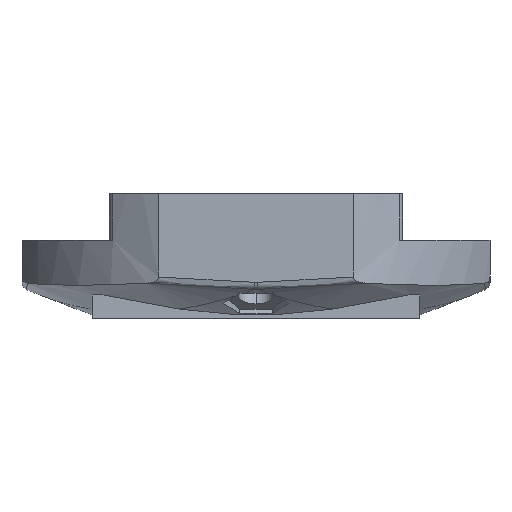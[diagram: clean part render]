
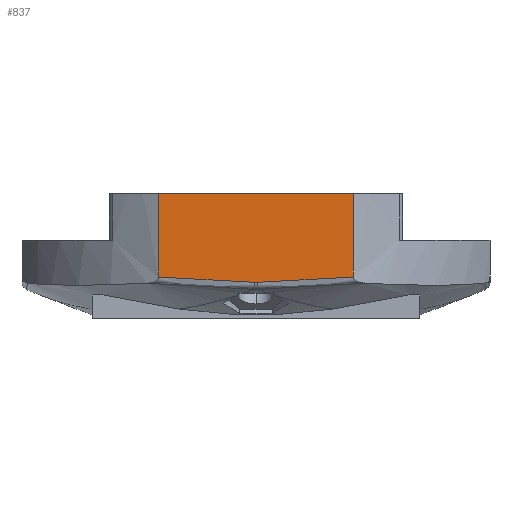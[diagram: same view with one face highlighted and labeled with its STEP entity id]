
A CAD part, front view. The second image highlights one B-rep face of the part: STEP entity #837.
In plain terms, the highlighted planar face has unit normal (0, -1, 0).
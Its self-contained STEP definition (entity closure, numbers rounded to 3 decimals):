
#55 = CARTESIAN_POINT ( 'NONE',  ( 12.5, -30., -9. ) ) ;
#170 =( BOUNDED_CURVE ( )  B_SPLINE_CURVE ( 3, ( #2285, #2765, #5934, #5468 ),
 .UNSPECIFIED., .F., .T. ) 
 B_SPLINE_CURVE_WITH_KNOTS ( ( 4, 4 ),
 ( 2.044, 2.174 ),
 .UNSPECIFIED. ) 
 CURVE ( )  GEOMETRIC_REPRESENTATION_ITEM ( )  RATIONAL_B_SPLINE_CURVE ( ( 1., 0.999, 0.999, 1. ) ) 
 REPRESENTATION_ITEM ( '' )  );
#213 = CARTESIAN_POINT ( 'NONE',  ( 12.5, -30., 0.304 ) ) ;
#276 = ORIENTED_EDGE ( 'NONE', *, *, #4484, .T. ) ;
#435 = CARTESIAN_POINT ( 'NONE',  ( 0., -30., 62.236 ) ) ;
#445 = CARTESIAN_POINT ( 'NONE',  ( 12.5, -30., 0.304 ) ) ;
#446 = CARTESIAN_POINT ( 'NONE',  ( -0.195, -30., -0.373 ) ) ;
#587 = ORIENTED_EDGE ( 'NONE', *, *, #1680, .F. ) ;
#640 = FACE_OUTER_BOUND ( 'NONE', #1178, .T. ) ;
#836 = ORIENTED_EDGE ( 'NONE', *, *, #4271, .T. ) ;
#837 = ADVANCED_FACE ( 'NONE', ( #640 ), #4080, .F. ) ;
#967 = AXIS2_PLACEMENT_3D ( 'NONE', #1462, #4267, #3141 ) ;
#1004 = CARTESIAN_POINT ( 'NONE',  ( -12.5, -30., 11. ) ) ;
#1027 = VERTEX_POINT ( 'NONE', #3981 ) ;
#1045 = CARTESIAN_POINT ( 'NONE',  ( -12.5, -30., 0.304 ) ) ;
#1144 = CARTESIAN_POINT ( 'NONE',  ( -12.5, -30., -9. ) ) ;
#1178 = EDGE_LOOP ( 'NONE', ( #6104, #836, #276, #6134, #587, #1488 ) ) ;
#1315 = VECTOR ( 'NONE', #3729, 1000. ) ;
#1403 = CARTESIAN_POINT ( 'NONE',  ( 8.338, -30., -0.134 ) ) ;
#1462 = CARTESIAN_POINT ( 'NONE',  ( -30., -30., 15. ) ) ;
#1488 = ORIENTED_EDGE ( 'NONE', *, *, #4635, .F. ) ;
#1574 = LINE ( 'NONE', #1144, #1315 ) ;
#1615 = DIRECTION ( 'NONE',  ( 1., 0., 0. ) ) ;
#1665 = VERTEX_POINT ( 'NONE', #6309 ) ;
#1680 = EDGE_CURVE ( 'NONE', #1027, #4121, #6402, .T. ) ;
#1920 = CARTESIAN_POINT ( 'NONE',  ( 4.23, -30., -0.361 ) ) ;
#1950 = CIRCLE ( 'NONE', #5961, 62.61 ) ;
#2285 = CARTESIAN_POINT ( 'NONE',  ( -12.5, -30., 0.304 ) ) ;
#2460 = VECTOR ( 'NONE', #1615, 1000. ) ;
#2765 = CARTESIAN_POINT ( 'NONE',  ( -8.338, -30., -0.134 ) ) ;
#3141 = DIRECTION ( 'NONE',  ( 0., 0., 1. ) ) ;
#3199 = VERTEX_POINT ( 'NONE', #446 ) ;
#3302 = VERTEX_POINT ( 'NONE', #3645 ) ;
#3486 = CARTESIAN_POINT ( 'NONE',  ( 0.195, -30., -0.373 ) ) ;
#3645 = CARTESIAN_POINT ( 'NONE',  ( -12.5, -30., 11. ) ) ;
#3708 = DIRECTION ( 'NONE',  ( 0., 0., -1. ) ) ;
#3729 = DIRECTION ( 'NONE',  ( 0., 0., 1. ) ) ;
#3879 = VERTEX_POINT ( 'NONE', #1045 ) ;
#3981 = CARTESIAN_POINT ( 'NONE',  ( 12.5, -30., 11. ) ) ;
#4078 = DIRECTION ( 'NONE',  ( 0., -1., 0. ) ) ;
#4080 = PLANE ( 'NONE',  #967 ) ;
#4102 = DIRECTION ( 'NONE',  ( 0., 0., 1. ) ) ;
#4121 = VERTEX_POINT ( 'NONE', #213 ) ;
#4267 = DIRECTION ( 'NONE',  ( 0., 1., 0. ) ) ;
#4271 = EDGE_CURVE ( 'NONE', #3879, #3199, #170, .T. ) ;
#4484 = EDGE_CURVE ( 'NONE', #3199, #1665, #1950, .T. ) ;
#4635 = EDGE_CURVE ( 'NONE', #3302, #1027, #5188, .T. ) ;
#5082 = EDGE_CURVE ( 'NONE', #1665, #4121, #5740, .T. ) ;
#5188 = LINE ( 'NONE', #1004, #2460 ) ;
#5468 = CARTESIAN_POINT ( 'NONE',  ( -0.195, -30., -0.373 ) ) ;
#5658 = VECTOR ( 'NONE', #3708, 1000. ) ;
#5683 = EDGE_CURVE ( 'NONE', #3879, #3302, #1574, .T. ) ;
#5740 =( BOUNDED_CURVE ( )  B_SPLINE_CURVE ( 3, ( #3486, #1920, #1403, #445 ),
 .UNSPECIFIED., .F., .T. ) 
 B_SPLINE_CURVE_WITH_KNOTS ( ( 4, 4 ),
 ( 0.968, 1.097 ),
 .UNSPECIFIED. ) 
 CURVE ( )  GEOMETRIC_REPRESENTATION_ITEM ( )  RATIONAL_B_SPLINE_CURVE ( ( 1., 0.999, 0.999, 1. ) ) 
 REPRESENTATION_ITEM ( '' )  );
#5934 = CARTESIAN_POINT ( 'NONE',  ( -4.23, -30., -0.361 ) ) ;
#5961 = AXIS2_PLACEMENT_3D ( 'NONE', #435, #4078, #4102 ) ;
#6104 = ORIENTED_EDGE ( 'NONE', *, *, #5683, .F. ) ;
#6134 = ORIENTED_EDGE ( 'NONE', *, *, #5082, .T. ) ;
#6309 = CARTESIAN_POINT ( 'NONE',  ( 0.195, -30., -0.373 ) ) ;
#6402 = LINE ( 'NONE', #55, #5658 ) ;
